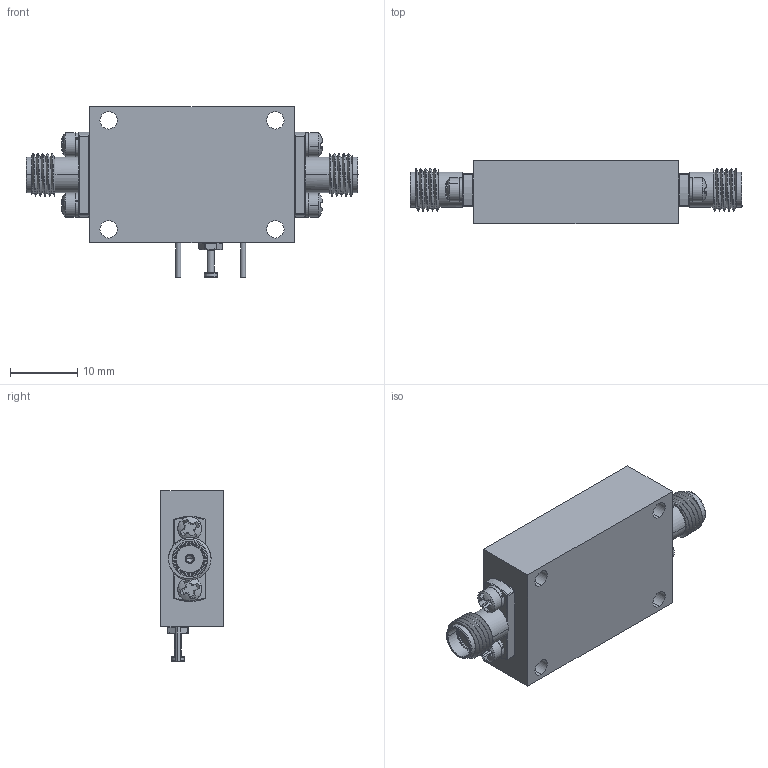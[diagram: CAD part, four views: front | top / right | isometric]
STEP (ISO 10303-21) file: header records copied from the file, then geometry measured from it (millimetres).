
FILE_DESCRIPTION (( 'STEP AP214' ), '1' );
FILE_NAME ('LNA-100K-6G-24-18-TTL.STEP', '2023-04-05T18:57:23', ( '' ), ( '' ), 'SwSTEP 2.0', 'SolidWorks 2022', '' );
FILE_SCHEMA (( 'AUTOMOTIVE_DESIGN' ));
Length unit declared in the file: inch
Products named in the file (1): LNA-100K-6G-24-18-TTL
Bounding box: 49.53 x 9.5 x 25.43 mm (x, y, z)
Volume: 6305.4 mm3; surface area: 4845.3 mm2
Topology: 22 solids, 22 shells, 699 faces, 2691 edges, 2187 vertices
Faces by surface type: plane 333, cylinder 155, torus 99, sphere 51, cone 45, bspline 16
Entity records: 44809 total; most frequent: CARTESIAN_POINT 12617, ORIENTED_EDGE 5310, DIRECTION 4081, EDGE_CURVE 2655, VERTEX_POINT 2187, AXIS2_PLACEMENT_3D 1365, VECTOR 1351, LINE 1351
